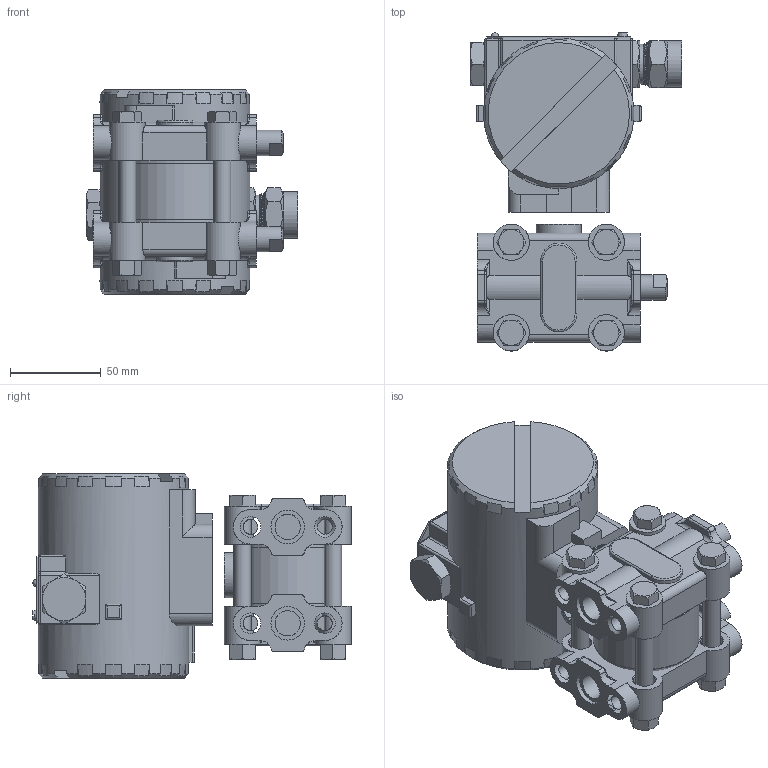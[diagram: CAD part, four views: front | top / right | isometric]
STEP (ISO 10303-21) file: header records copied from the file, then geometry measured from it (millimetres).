
FILE_DESCRIPTION(/* description */ (''),/* implementation_level */ '2;1');
FILE_NAME(/* name */ 'AMZ5050_standard.step',/* time_stamp */ '2021-08-26T15:13:04+03:00',/* author */ (''),/* organization */ (''),/* preprocessor_version */ 'ST-DEVELOPER v18.1',/* originating_system */ 'Autodesk Translation Framework v10.10.0.1391',/* authorisation */ '');
FILE_SCHEMA (('AUTOMOTIVE_DESIGN { 1 0 10303 214 3 1 1 }'));
Length unit declared in the file: millimetre
Products named in the file (10): АМЗ 5050 - filled; Corp; screw; stamp; Body2; Body3; bolt23; gg23; PLUG v2; M20x1,5 steel cable gland Ex d v3
Assembly tree (17 placements, depth 2):
  АМЗ 5050 - filled
    Corp
    screw
    Body2  x2
    Body3  x2
    bolt23  x4
    gg23  x4
    stamp
    PLUG v2
    M20x1,5 steel cable gland Ex d v3
Bounding box: 116.5 x 175.64 x 113 mm (x, y, z)
Volume: 1017080.5 mm3; surface area: 150865.6 mm2
Topology: 17 solids, 18 shells, 1052 faces, 2668 edges, 1690 vertices
Faces by surface type: plane 432, cylinder 248, cone 170, bspline 167, torus 28, sphere 7
Full cylindrical faces by diameter (mm): 2 x2, 2.693 x1, 3 x3, 8.2 x8, 8.5 x2, 9.5 x8, 12 x9, 13 x1, 14 x4, 16.811 x1, 17 x2, 17.6 x1, 18.137 x17, 18.376 x2, 18.5 x4, 19.85 x14, 20 x8, 22 x1, 22.132 x1, 25 x1, 25.6 x1, 40.3 x1, 42.3 x1, 49.7 x1, 50 x1, 51.7 x1, 57.5 x2, 58.5 x1, 77 x1, 83 x1
Entity records: 34001 total; most frequent: CARTESIAN_POINT 15277, ORIENTED_EDGE 4116, DIRECTION 3369, EDGE_CURVE 2058, VERTEX_POINT 1333, AXIS2_PLACEMENT_3D 1159, LINE 1051, VECTOR 1051
